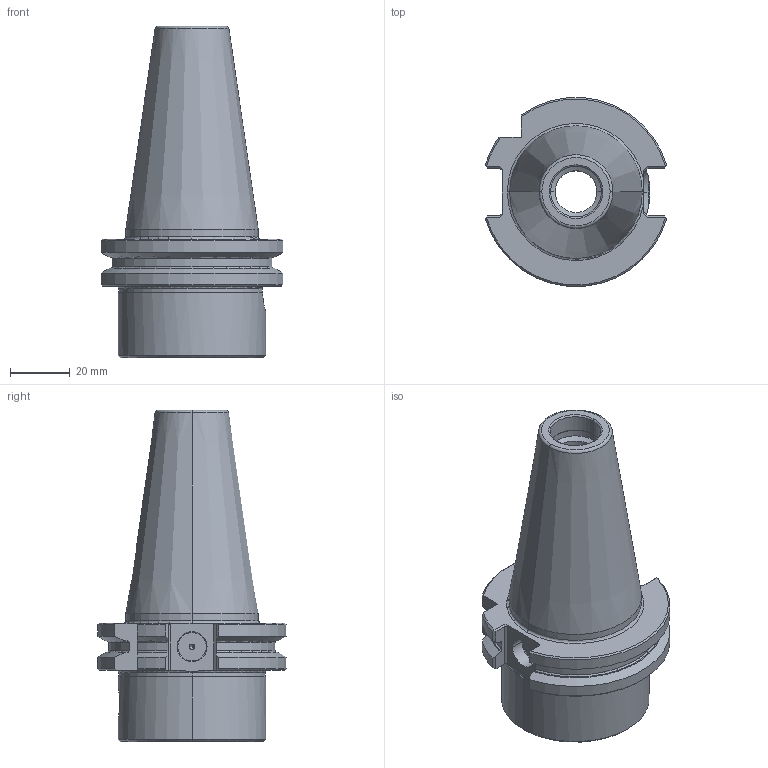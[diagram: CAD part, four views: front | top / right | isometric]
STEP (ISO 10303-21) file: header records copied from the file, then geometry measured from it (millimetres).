
FILE_DESCRIPTION(('no description'),'unknown implementation level');
FILE_NAME('61E2D4BF-8B48-4A11-9DC4-328080DFBDC5_export.stp',' ',('CIMSOURCE GmbH'),('CADClick - KiM GmbH - www.kimweb.de'),'unknown preprocess','ACIS','unknown authorization');
FILE_SCHEMA(('automotive_design'));
Length unit declared in the file: millimetre
Products named in the file (2): 326.050 Kaiser SK40 VD X CKS5 X 60B|690.435 Kaiser ETL M10 X 14 CK5;Schnitt-Linear austragen2; 326.050 Kaiser SK40 VD X CKS5 X 60B|326.050 Kaiser SK40 VD X CKS5 X 60B;Rotation1
Bounding box: 60.95 x 63.29 x 111.25 mm (x, y, z)
Volume: 117503.4 mm3; surface area: 28269.8 mm2
Topology: 2 solids, 2 shells, 180 faces, 451 edges, 277 vertices
Faces by surface type: plane 67, cone 50, cylinder 45, torus 18
Entity records: 10772 total; most frequent: CARTESIAN_POINT 1409, STYLED_ITEM 906, PRESENTATION_STYLE_ASSIGNMENT 906, COLOUR_RGB 906, DIRECTION 896, ORIENTED_EDGE 894, EDGE_CURVE 447, CURVE_STYLE 447
